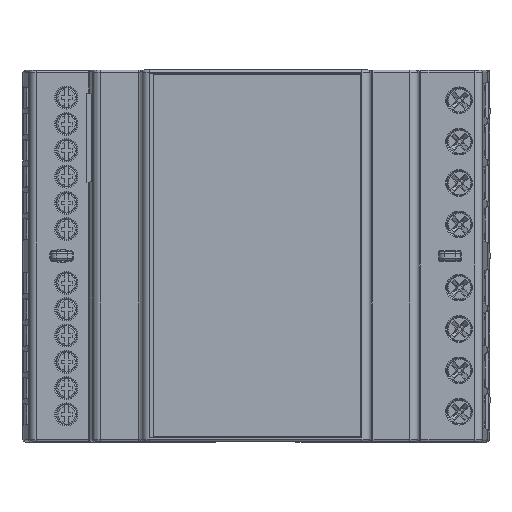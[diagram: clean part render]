
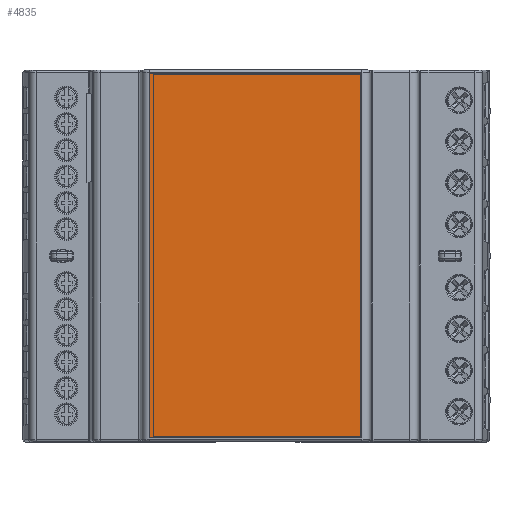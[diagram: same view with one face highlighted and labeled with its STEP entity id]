
A CAD part, top view. The second image highlights one B-rep face of the part: STEP entity #4835.
In plain terms, the highlighted planar face has unit normal (0, 0, -1).
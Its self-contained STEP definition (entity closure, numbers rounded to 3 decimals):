
#4835=ADVANCED_FACE('',(#7649),#6153,.F.);
#6153=PLANE('',#45246);
#7649=FACE_OUTER_BOUND('',#9716,.T.);
#9716=EDGE_LOOP('',(#18767,#18768,#18769,#18770));
#18767=ORIENTED_EDGE('',*,*,#30830,.T.);
#18768=ORIENTED_EDGE('',*,*,#30831,.T.);
#18769=ORIENTED_EDGE('',*,*,#30832,.T.);
#18770=ORIENTED_EDGE('',*,*,#30833,.T.);
#24441=VERTEX_POINT('',#69948);
#24442=VERTEX_POINT('',#69949);
#24443=VERTEX_POINT('',#69951);
#24444=VERTEX_POINT('',#69953);
#30830=EDGE_CURVE('',#24441,#24442,#36307,.T.);
#30831=EDGE_CURVE('',#24442,#24443,#36308,.T.);
#30832=EDGE_CURVE('',#24443,#24444,#36309,.T.);
#30833=EDGE_CURVE('',#24444,#24441,#36310,.T.);
#36307=LINE('',#69947,#41722);
#36308=LINE('',#69950,#41723);
#36309=LINE('',#69952,#41724);
#36310=LINE('',#69954,#41725);
#41722=VECTOR('',#55351,1.);
#41723=VECTOR('',#55352,1.);
#41724=VECTOR('',#55353,1.);
#41725=VECTOR('',#55354,1.);
#45246=AXIS2_PLACEMENT_3D('',#69955,#55355,#55356);
#55351=DIRECTION('',(1.,0.,0.));
#55352=DIRECTION('',(0.,-1.,0.));
#55353=DIRECTION('',(-1.,0.,0.));
#55354=DIRECTION('',(0.,1.,0.));
#55355=DIRECTION('',(0.,0.,1.));
#55356=DIRECTION('',(1.,0.,0.));
#69947=CARTESIAN_POINT('',(-20.536,35.386,56.034));
#69948=CARTESIAN_POINT('',(-20.536,35.386,56.034));
#69949=CARTESIAN_POINT('',(20.468,35.386,56.034));
#69950=CARTESIAN_POINT('',(20.468,-35.023,56.034));
#69951=CARTESIAN_POINT('',(20.468,-35.023,56.034));
#69952=CARTESIAN_POINT('',(-20.536,-35.023,56.034));
#69953=CARTESIAN_POINT('',(-20.536,-35.023,56.034));
#69954=CARTESIAN_POINT('',(-20.536,-35.023,56.034));
#69955=CARTESIAN_POINT('',(-20.536,-35.023,56.034));
